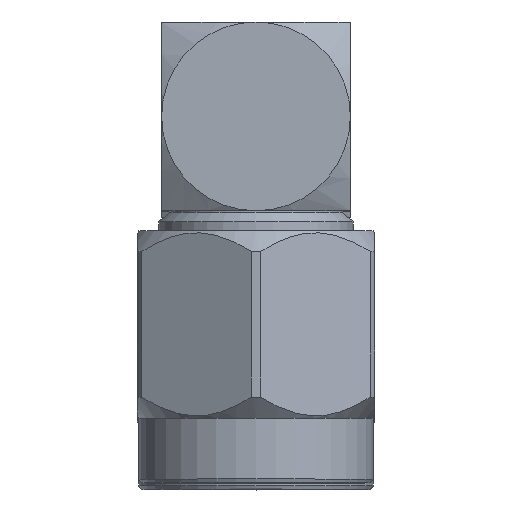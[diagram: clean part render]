
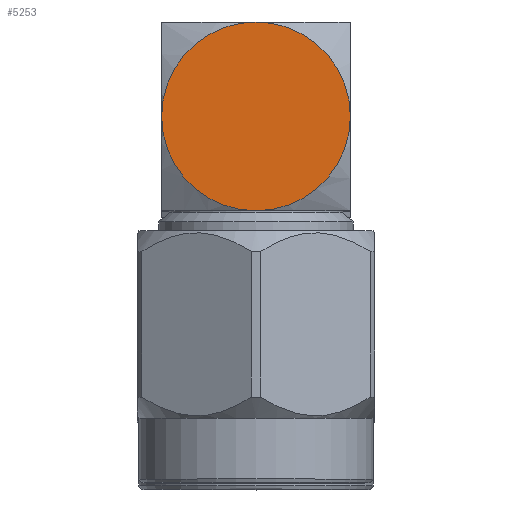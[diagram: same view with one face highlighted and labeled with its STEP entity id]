
A CAD part, top view. The second image highlights one B-rep face of the part: STEP entity #5253.
In plain terms, the highlighted face is planar.
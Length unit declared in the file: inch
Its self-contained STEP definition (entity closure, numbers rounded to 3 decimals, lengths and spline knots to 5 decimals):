
#1037 = CARTESIAN_POINT ( 'NONE',  ( -0.125, -0.48523, 0. ) ) ;
#1539 = CARTESIAN_POINT ( 'NONE',  ( -0.125, -0.48523, 0. ) ) ;
#2099 = DIRECTION ( 'NONE',  ( -1., 0., 0. ) ) ;
#2121 = VERTEX_POINT ( 'NONE', #7747 ) ;
#2317 = AXIS2_PLACEMENT_3D ( 'NONE', #1037, #2099, #10936 ) ;
#3472 = DIRECTION ( 'NONE',  ( -1., 0., 0. ) ) ;
#3947 = DIRECTION ( 'NONE',  ( 0., 0., 1. ) ) ;
#4782 = EDGE_CURVE ( 'NONE', #12697, #2121, #5837, .T. ) ;
#5253 = ADVANCED_FACE ( 'NONE', ( #5673 ), #7111, .T. ) ;
#5356 = AXIS2_PLACEMENT_3D ( 'NONE', #1539, #3472, #6299 ) ;
#5673 = FACE_OUTER_BOUND ( 'NONE', #11864, .T. ) ;
#5837 = CIRCLE ( 'NONE', #5356, 0.125 ) ;
#6278 = ORIENTED_EDGE ( 'NONE', *, *, #8745, .T. ) ;
#6299 = DIRECTION ( 'NONE',  ( 0., 0., 1. ) ) ;
#7111 = PLANE ( 'NONE',  #7874 ) ;
#7641 = CIRCLE ( 'NONE', #2317, 0.125 ) ;
#7747 = CARTESIAN_POINT ( 'NONE',  ( -0.125, -0.48523, 0.125 ) ) ;
#7874 = AXIS2_PLACEMENT_3D ( 'NONE', #10867, #7888, #3947 ) ;
#7888 = DIRECTION ( 'NONE',  ( -1., 0., 0. ) ) ;
#8745 = EDGE_CURVE ( 'NONE', #2121, #12697, #7641, .T. ) ;
#8817 = ORIENTED_EDGE ( 'NONE', *, *, #4782, .T. ) ;
#10867 = CARTESIAN_POINT ( 'NONE',  ( -0.125, -0.36023, -0.125 ) ) ;
#10936 = DIRECTION ( 'NONE',  ( 0., 0., 1. ) ) ;
#11841 = CARTESIAN_POINT ( 'NONE',  ( -0.125, -0.48523, -0.125 ) ) ;
#11864 = EDGE_LOOP ( 'NONE', ( #8817, #6278 ) ) ;
#12697 = VERTEX_POINT ( 'NONE', #11841 ) ;
